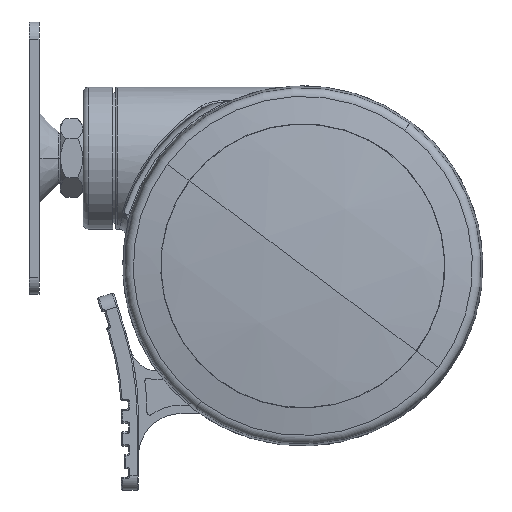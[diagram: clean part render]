
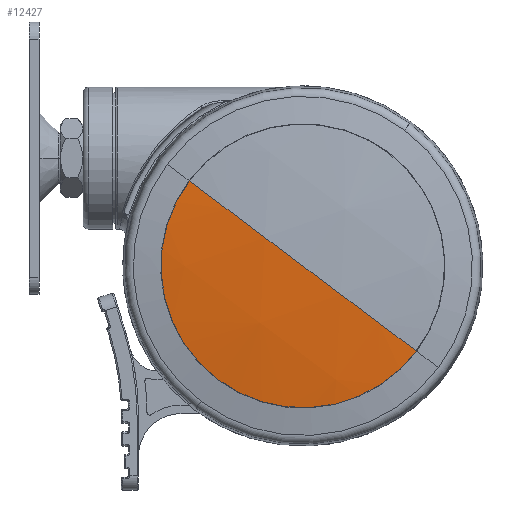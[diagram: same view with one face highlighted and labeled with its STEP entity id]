
A CAD part, left-side view. The second image highlights one B-rep face of the part: STEP entity #12427.
In plain terms, the highlighted spherical face has radius 314 mm.
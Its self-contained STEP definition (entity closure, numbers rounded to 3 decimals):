
#169 = CARTESIAN_POINT ( 'NONE',  ( 0., -50., -19.239 ) ) ;
#712 = ORIENTED_EDGE ( 'NONE', *, *, #4960, .T. ) ;
#987 = FACE_OUTER_BOUND ( 'NONE', #12597, .T. ) ;
#1114 = ORIENTED_EDGE ( 'NONE', *, *, #6039, .T. ) ;
#1584 = DIRECTION ( 'NONE',  ( 0., 0., -1. ) ) ;
#2398 = DIRECTION ( 'NONE',  ( 0., 0., -1. ) ) ;
#3418 = CARTESIAN_POINT ( 'NONE',  ( 0., 50., -19.239 ) ) ;
#3592 = CIRCLE ( 'NONE', #13811, 50. ) ;
#3994 = CIRCLE ( 'NONE', #14251, 50. ) ;
#4432 = AXIS2_PLACEMENT_3D ( 'NONE', #8555, #14137, #1584 ) ;
#4960 = EDGE_CURVE ( 'NONE', #15080, #5132, #12315, .T. ) ;
#4966 = AXIS2_PLACEMENT_3D ( 'NONE', #17759, #5242, #10819 ) ;
#5082 = DIRECTION ( 'NONE',  ( 0., 0., -1. ) ) ;
#5132 = VERTEX_POINT ( 'NONE', #3418 ) ;
#5217 = CARTESIAN_POINT ( 'NONE',  ( 0., 0., 290.755 ) ) ;
#5242 = DIRECTION ( 'NONE',  ( -1., 0., 0. ) ) ;
#6039 = EDGE_CURVE ( 'NONE', #14530, #11102, #3994, .T. ) ;
#6063 = CARTESIAN_POINT ( 'NONE',  ( 50., 0., -19.239 ) ) ;
#7753 = EDGE_CURVE ( 'NONE', #15080, #11102, #12859, .T. ) ;
#7988 = DIRECTION ( 'NONE',  ( 1., 0., 0. ) ) ;
#8555 = CARTESIAN_POINT ( 'NONE',  ( 0., 0., 290.755 ) ) ;
#8578 = AXIS2_PLACEMENT_3D ( 'NONE', #5217, #10796, #16374 ) ;
#10662 = DIRECTION ( 'NONE',  ( 1., 0., 0. ) ) ;
#10796 = DIRECTION ( 'NONE',  ( -1., 0., 0. ) ) ;
#10819 = DIRECTION ( 'NONE',  ( 0., -1., 0. ) ) ;
#11102 = VERTEX_POINT ( 'NONE', #169 ) ;
#11793 = CARTESIAN_POINT ( 'NONE',  ( 0., 0., -23.245 ) ) ;
#12067 = EDGE_CURVE ( 'NONE', #5132, #14530, #3592, .T. ) ;
#12315 = CIRCLE ( 'NONE', #4432, 314. ) ;
#12427 = ADVANCED_FACE ( 'NONE', ( #987 ), #17739, .T. ) ;
#12597 = EDGE_LOOP ( 'NONE', ( #13873, #712, #17878, #1114 ) ) ;
#12859 = CIRCLE ( 'NONE', #4966, 314. ) ;
#13811 = AXIS2_PLACEMENT_3D ( 'NONE', #14944, #2398, #7988 ) ;
#13873 = ORIENTED_EDGE ( 'NONE', *, *, #7753, .F. ) ;
#14137 = DIRECTION ( 'NONE',  ( 1., 0., 0. ) ) ;
#14251 = AXIS2_PLACEMENT_3D ( 'NONE', #17610, #5082, #10662 ) ;
#14530 = VERTEX_POINT ( 'NONE', #6063 ) ;
#14944 = CARTESIAN_POINT ( 'NONE',  ( 0., 0., -19.239 ) ) ;
#15080 = VERTEX_POINT ( 'NONE', #11793 ) ;
#16374 = DIRECTION ( 'NONE',  ( 0., 1., 0. ) ) ;
#17610 = CARTESIAN_POINT ( 'NONE',  ( 0., 0., -19.239 ) ) ;
#17739 = SPHERICAL_SURFACE ( 'NONE', #8578, 314. ) ;
#17759 = CARTESIAN_POINT ( 'NONE',  ( 0., 0., 290.755 ) ) ;
#17878 = ORIENTED_EDGE ( 'NONE', *, *, #12067, .T. ) ;
